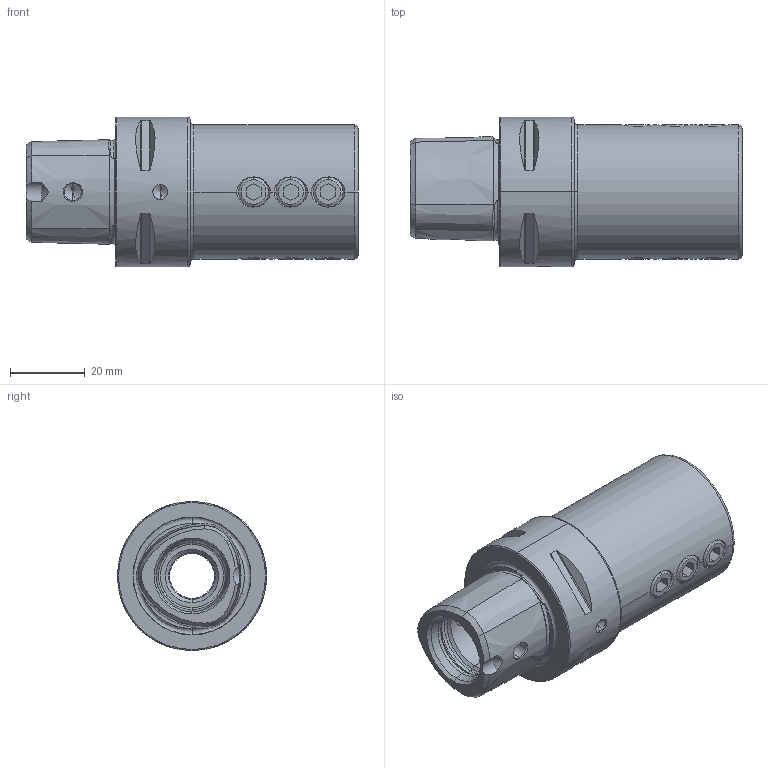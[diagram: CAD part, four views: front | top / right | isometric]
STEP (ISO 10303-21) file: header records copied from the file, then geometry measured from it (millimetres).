
FILE_DESCRIPTION (( 'STEP AP203' ), '1' );
FILE_NAME ('PS4-B12.K01.065.STEP', '2012-04-16T05:49:51', ( 'SwiAdmin' ), ( '' ), 'SwSTEP 2.0', 'SolidWorks 2012', '' );
FILE_SCHEMA (( 'CONFIG_CONTROL_DESIGN' ));
Length unit declared in the file: millimetre
Products named in the file (3): PS4-B12.K01.065; ISO 4026 - M8 x 12_PreviewCfg; PS4-B12.K01.065_A
Assembly tree (10 placements, depth 2):
  PS4-B12.K01.065
    PS4-B12.K01.065_A
    ISO 4026 - M8 x 12_PreviewCfg  x9
Bounding box: 89 x 40 x 40 mm (x, y, z)
Volume: 71739.5 mm3; surface area: 21266.8 mm2
Topology: 10 solids, 10 shells, 308 faces, 742 edges, 454 vertices
Faces by surface type: plane 101, cone 100, cylinder 65, torus 42
Entity records: 7867 total; most frequent: CARTESIAN_POINT 2887, ORIENTED_EDGE 964, DIRECTION 920, EDGE_CURVE 482, AXIS2_PLACEMENT_3D 383, VERTEX_POINT 294, EDGE_LOOP 206, ADVANCED_FACE 188
